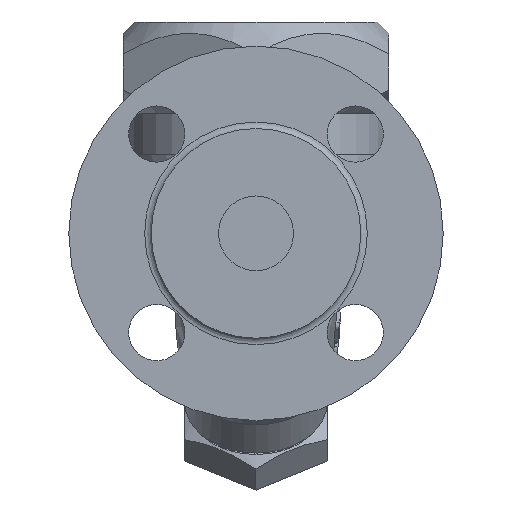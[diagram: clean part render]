
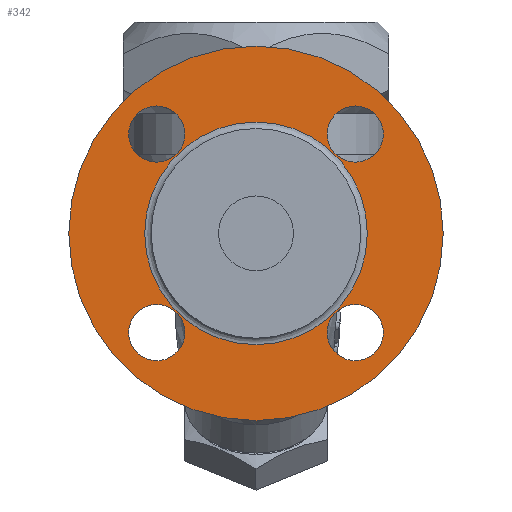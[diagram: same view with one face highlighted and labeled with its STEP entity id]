
A CAD part, left-side view. The second image highlights one B-rep face of the part: STEP entity #342.
In plain terms, the highlighted free-form (B-spline) face has degree [1, 1] with [2, 2] control points.
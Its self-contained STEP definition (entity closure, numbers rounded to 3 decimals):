
#244=CARTESIAN_POINT('',(-96.5,0.,-71.));
#245=VERTEX_POINT('',#244);
#246=CARTESIAN_POINT('',(-96.5,0.0,-21.));
#247=DIRECTION('',(1.0,0.0,0.0));
#248=DIRECTION('',(0.0,0.0,1.0));
#249=AXIS2_PLACEMENT_3D('',#246,#247,#248);
#250=CIRCLE('',#249,50.0);
#251=EDGE_CURVE('',#245,#245,#250,.T.);
#275=CARTESIAN_POINT('',(-96.5,0.,8.732));
#276=VERTEX_POINT('',#275);
#277=CARTESIAN_POINT('',(-96.5,0.0,-21.));
#278=DIRECTION('',(-1.0,0.0,0.0));
#279=DIRECTION('',(0.0,0.0,-1.0));
#280=AXIS2_PLACEMENT_3D('',#277,#278,#279);
#281=CIRCLE('',#280,29.732);
#282=EDGE_CURVE('',#276,#276,#281,.T.);
#287=CARTESIAN_POINT('',(-96.5,50.0,-71.));
#288=CARTESIAN_POINT('',(-96.5,50.0,29.));
#289=CARTESIAN_POINT('',(-96.5,-50.0,-71.));
#290=CARTESIAN_POINT('',(-96.5,-50.0,29.));
#291=B_SPLINE_SURFACE_WITH_KNOTS('',1,1,((#287,#289),(#288,#290)),.UNSPECIFIED.,.F.,.F.,.U.,(2,2),(2,2),(0.0,100.0),(0.0,100.0),.UNSPECIFIED.);
#292=ORIENTED_EDGE('',*,*,#251,.F.);
#293=EDGE_LOOP('',(#292));
#294=FACE_OUTER_BOUND('',#293,.T.);
#295=CARTESIAN_POINT('',(-96.5,-26.517,-55.017));
#296=VERTEX_POINT('',#295);
#297=CARTESIAN_POINT('',(-96.5,-26.517,-47.517));
#298=DIRECTION('',(-1.0,0.0,0.0));
#299=DIRECTION('',(0.0,1.0,0.0));
#300=AXIS2_PLACEMENT_3D('',#297,#298,#299);
#301=CIRCLE('',#300,7.5);
#302=EDGE_CURVE('',#296,#296,#301,.T.);
#303=ORIENTED_EDGE('',*,*,#302,.F.);
#304=EDGE_LOOP('',(#303));
#305=FACE_BOUND('',#304,.T.);
#306=CARTESIAN_POINT('',(-96.5,26.517,-55.017));
#307=VERTEX_POINT('',#306);
#308=CARTESIAN_POINT('',(-96.5,26.517,-47.517));
#309=DIRECTION('',(-1.0,0.0,0.0));
#310=DIRECTION('',(0.0,0.0,1.0));
#311=AXIS2_PLACEMENT_3D('',#308,#309,#310);
#312=CIRCLE('',#311,7.5);
#313=EDGE_CURVE('',#307,#307,#312,.T.);
#314=ORIENTED_EDGE('',*,*,#313,.F.);
#315=EDGE_LOOP('',(#314));
#316=FACE_BOUND('',#315,.T.);
#317=CARTESIAN_POINT('',(-96.5,26.517,-1.983));
#318=VERTEX_POINT('',#317);
#319=CARTESIAN_POINT('',(-96.5,26.517,5.517));
#320=DIRECTION('',(-1.0,0.0,0.0));
#321=DIRECTION('',(0.0,-1.0,0.0));
#322=AXIS2_PLACEMENT_3D('',#319,#320,#321);
#323=CIRCLE('',#322,7.5);
#324=EDGE_CURVE('',#318,#318,#323,.T.);
#325=ORIENTED_EDGE('',*,*,#324,.F.);
#326=EDGE_LOOP('',(#325));
#327=FACE_BOUND('',#326,.T.);
#328=CARTESIAN_POINT('',(-96.5,-26.517,-1.983));
#329=VERTEX_POINT('',#328);
#330=CARTESIAN_POINT('',(-96.5,-26.517,5.517));
#331=DIRECTION('',(-1.0,0.0,0.0));
#332=DIRECTION('',(0.0,0.0,-1.0));
#333=AXIS2_PLACEMENT_3D('',#330,#331,#332);
#334=CIRCLE('',#333,7.5);
#335=EDGE_CURVE('',#329,#329,#334,.T.);
#336=ORIENTED_EDGE('',*,*,#335,.F.);
#337=EDGE_LOOP('',(#336));
#338=FACE_BOUND('',#337,.T.);
#339=ORIENTED_EDGE('',*,*,#282,.F.);
#340=EDGE_LOOP('',(#339));
#341=FACE_BOUND('',#340,.T.);
#342=ADVANCED_FACE('',(#294,#305,#316,#327,#338,#341),#291,.F.);
